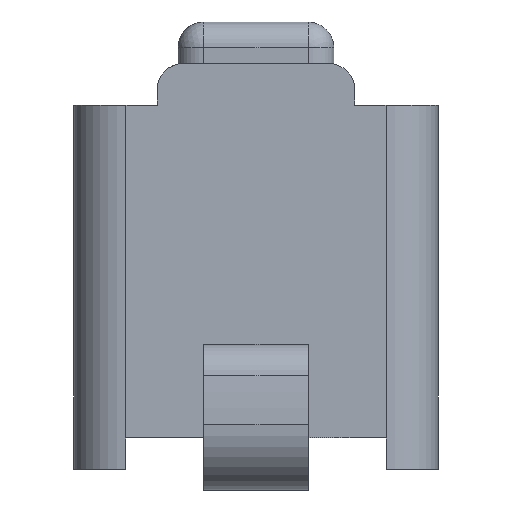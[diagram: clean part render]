
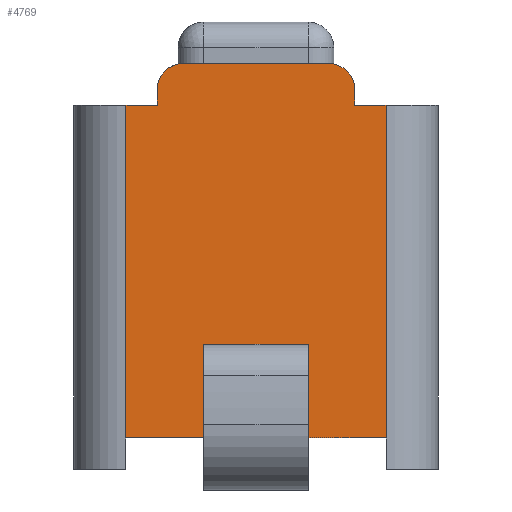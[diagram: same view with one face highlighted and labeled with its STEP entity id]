
A CAD part, left-side view. The second image highlights one B-rep face of the part: STEP entity #4769.
In plain terms, the highlighted planar face has unit normal (-1, 0, 0).
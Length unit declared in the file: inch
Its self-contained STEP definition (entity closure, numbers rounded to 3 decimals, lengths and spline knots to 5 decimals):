
#2182=CARTESIAN_POINT('',(-0.11811,-0.01969,0.03543));
#2183=VERTEX_POINT('',#2182);
#2184=CARTESIAN_POINT('',(-0.11811,-0.01969,0.02362));
#2185=VERTEX_POINT('',#2184);
#2186=CARTESIAN_POINT('',(-0.11811,-0.01969,0.03543));
#2187=DIRECTION('',(0.0,0.0,-1.0));
#2188=VECTOR('',#2187,0.01181);
#2189=LINE('',#2186,#2188);
#2190=EDGE_CURVE('',#2183,#2185,#2189,.T.);
#2276=CARTESIAN_POINT('',(-0.11811,0.01969,0.03543));
#2277=VERTEX_POINT('',#2276);
#2294=CARTESIAN_POINT('',(-0.11811,0.01969,0.03543));
#2295=DIRECTION('',(0.0,-1.0,0.0));
#2296=VECTOR('',#2295,0.03937);
#2297=LINE('',#2294,#2296);
#2298=EDGE_CURVE('',#2277,#2183,#2297,.T.);
#2480=CARTESIAN_POINT('',(-0.11811,0.01969,0.02362));
#2481=VERTEX_POINT('',#2480);
#2489=CARTESIAN_POINT('',(-0.11811,-0.01969,0.02362));
#2490=DIRECTION('',(0.0,1.0,0.0));
#2491=VECTOR('',#2490,0.03937);
#2492=LINE('',#2489,#2491);
#2493=EDGE_CURVE('',#2185,#2481,#2492,.T.);
#2505=CARTESIAN_POINT('',(-0.11811,0.01969,0.02362));
#2506=DIRECTION('',(0.0,0.0,1.0));
#2507=VECTOR('',#2506,0.01181);
#2508=LINE('',#2505,#2507);
#2509=EDGE_CURVE('',#2481,#2277,#2508,.T.);
#2893=CARTESIAN_POINT('',(-0.11811,0.04921,0.12598));
#2894=VERTEX_POINT('',#2893);
#2902=CARTESIAN_POINT('',(-0.11811,0.0374,0.12598));
#2903=VERTEX_POINT('',#2902);
#2904=CARTESIAN_POINT('',(-0.11811,0.04921,0.12598));
#2905=DIRECTION('',(0.0,-1.0,0.0));
#2906=VECTOR('',#2905,0.01181);
#2907=LINE('',#2904,#2906);
#2908=EDGE_CURVE('',#2894,#2903,#2907,.T.);
#2944=CARTESIAN_POINT('',(-0.11811,-0.0374,0.12598));
#2945=VERTEX_POINT('',#2944);
#2952=CARTESIAN_POINT('',(-0.11811,-0.04921,0.12598));
#2953=VERTEX_POINT('',#2952);
#2954=CARTESIAN_POINT('',(-0.11811,-0.0374,0.12598));
#2955=DIRECTION('',(0.0,-1.0,0.0));
#2956=VECTOR('',#2955,0.01181);
#2957=LINE('',#2954,#2956);
#2958=EDGE_CURVE('',#2945,#2953,#2957,.T.);
#3163=CARTESIAN_POINT('',(-0.11811,-0.0374,0.13189));
#3164=VERTEX_POINT('',#3163);
#3171=CARTESIAN_POINT('',(-0.11811,-0.0374,0.12598));
#3172=DIRECTION('',(0.0,0.0,1.0));
#3173=VECTOR('',#3172,0.00591);
#3174=LINE('',#3171,#3173);
#3175=EDGE_CURVE('',#2945,#3164,#3174,.T.);
#3260=CARTESIAN_POINT('',(-0.11811,0.0374,0.13189));
#3261=VERTEX_POINT('',#3260);
#3262=CARTESIAN_POINT('',(-0.11811,0.0374,0.12598));
#3263=DIRECTION('',(0.0,0.0,1.0));
#3264=VECTOR('',#3263,0.00591);
#3265=LINE('',#3262,#3264);
#3266=EDGE_CURVE('',#2903,#3261,#3265,.T.);
#3283=CARTESIAN_POINT('',(-0.11811,0.02756,0.14173));
#3284=VERTEX_POINT('',#3283);
#3285=CARTESIAN_POINT('',(-0.11811,0.02756,0.13189));
#3286=DIRECTION('',(1.0,0.0,0.0));
#3287=DIRECTION('',(0.0,0.707,0.707));
#3288=AXIS2_PLACEMENT_3D('',#3285,#3286,#3287);
#3289=CIRCLE('',#3288,0.00984);
#3290=EDGE_CURVE('',#3261,#3284,#3289,.T.);
#3358=CARTESIAN_POINT('',(-0.11811,-0.02756,0.14173));
#3359=VERTEX_POINT('',#3358);
#3360=CARTESIAN_POINT('',(-0.11811,-0.02756,0.13189));
#3361=DIRECTION('',(1.0,0.0,0.0));
#3362=DIRECTION('',(0.0,-0.707,0.707));
#3363=AXIS2_PLACEMENT_3D('',#3360,#3361,#3362);
#3364=CIRCLE('',#3363,0.00984);
#3365=EDGE_CURVE('',#3359,#3164,#3364,.T.);
#3647=CARTESIAN_POINT('',(-0.11811,-0.02756,0.14173));
#3648=DIRECTION('',(0.0,1.0,0.0));
#3649=VECTOR('',#3648,0.05512);
#3650=LINE('',#3647,#3649);
#3651=EDGE_CURVE('',#3359,#3284,#3650,.T.);
#4136=CARTESIAN_POINT('',(-0.11811,-0.04921,0.0));
#4137=VERTEX_POINT('',#4136);
#4394=CARTESIAN_POINT('',(-0.11811,0.04921,0.));
#4395=VERTEX_POINT('',#4394);
#4723=CARTESIAN_POINT('',(-0.11811,-0.04921,0.12598));
#4724=DIRECTION('',(0.0,0.0,-1.0));
#4725=VECTOR('',#4724,0.12598);
#4726=LINE('',#4723,#4725);
#4727=EDGE_CURVE('',#2953,#4137,#4726,.T.);
#4736=CARTESIAN_POINT('',(-0.11811,-0.05413,-0.00709));
#4737=DIRECTION('',(-1.0,0.0,0.0));
#4738=DIRECTION('',(0.0,0.0,1.0));
#4739=AXIS2_PLACEMENT_3D('',#4736,#4737,#4738);
#4740=PLANE('',#4739);
#4741=ORIENTED_EDGE('',*,*,#3290,.F.);
#4742=ORIENTED_EDGE('',*,*,#3266,.F.);
#4743=ORIENTED_EDGE('',*,*,#2908,.F.);
#4744=CARTESIAN_POINT('',(-0.11811,0.04921,0.));
#4745=DIRECTION('',(0.0,0.0,1.0));
#4746=VECTOR('',#4745,0.12598);
#4747=LINE('',#4744,#4746);
#4748=EDGE_CURVE('',#4395,#2894,#4747,.T.);
#4749=ORIENTED_EDGE('',*,*,#4748,.F.);
#4750=CARTESIAN_POINT('',(-0.11811,-0.04921,0.0));
#4751=DIRECTION('',(0.0,1.0,0.0));
#4752=VECTOR('',#4751,0.09843);
#4753=LINE('',#4750,#4752);
#4754=EDGE_CURVE('',#4137,#4395,#4753,.T.);
#4755=ORIENTED_EDGE('',*,*,#4754,.F.);
#4756=ORIENTED_EDGE('',*,*,#4727,.F.);
#4757=ORIENTED_EDGE('',*,*,#2958,.F.);
#4758=ORIENTED_EDGE('',*,*,#3175,.T.);
#4759=ORIENTED_EDGE('',*,*,#3365,.F.);
#4760=ORIENTED_EDGE('',*,*,#3651,.T.);
#4761=EDGE_LOOP('',(#4741,#4742,#4743,#4749,#4755,#4756,#4757,#4758,#4759,#4760));
#4762=FACE_OUTER_BOUND('',#4761,.T.);
#4763=ORIENTED_EDGE('',*,*,#2493,.T.);
#4764=ORIENTED_EDGE('',*,*,#2509,.T.);
#4765=ORIENTED_EDGE('',*,*,#2298,.T.);
#4766=ORIENTED_EDGE('',*,*,#2190,.T.);
#4767=EDGE_LOOP('',(#4763,#4764,#4765,#4766));
#4768=FACE_BOUND('',#4767,.T.);
#4769=ADVANCED_FACE('',(#4762,#4768),#4740,.T.);
